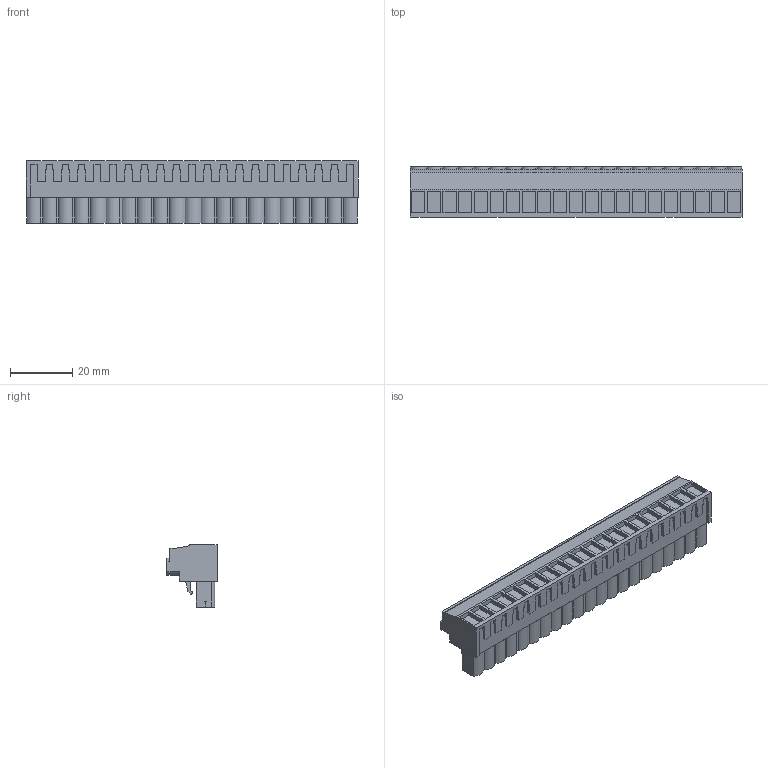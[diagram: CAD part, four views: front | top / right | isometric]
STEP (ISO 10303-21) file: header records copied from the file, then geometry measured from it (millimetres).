
FILE_DESCRIPTION(('CATIA V5 STEP','CAx-IF Rec.Pracs.--- Model Styling and Organization---1.2---2011-12-15'),'2;1');
FILE_NAME ('D1459908_0_1944000000_1944000000.stp','2017-05-22T12:37:44+00:00',('none'),('Weidmueller'),'CATIA Version 5-6 Release 2014','CATIA V5 STEP AP214','none');
FILE_SCHEMA(('AUTOMOTIVE_DESIGN { 1 0 10303 214 1 1 1 1 }'));
Length unit declared in the file: millimetre
Products named in the file (1): 1944000000
Bounding box: 106.68 x 16.1 x 20.05 mm (x, y, z)
Volume: 19815.8 mm3; surface area: 12322.4 mm2
Topology: 22 solids, 22 shells, 1384 faces, 3919 edges, 2664 vertices
Faces by surface type: plane 1191, cylinder 193
Entity records: 41688 total; most frequent: ORIENTED_EDGE 7838, CARTESIAN_POINT 7618, DIRECTION 5655, EDGE_CURVE 3919, VECTOR 3449, LINE 3449, VERTEX_POINT 2664, EDGE_LOOP 1469
